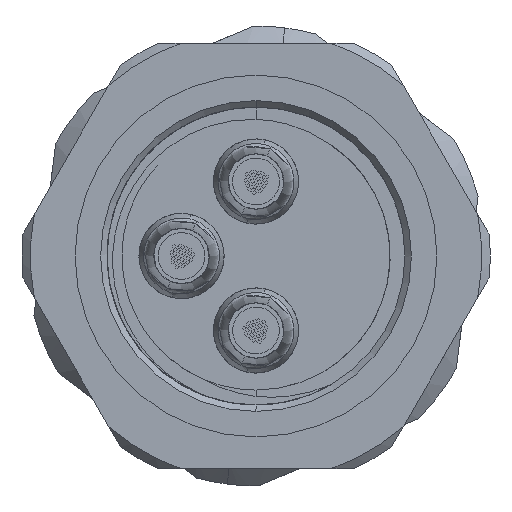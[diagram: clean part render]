
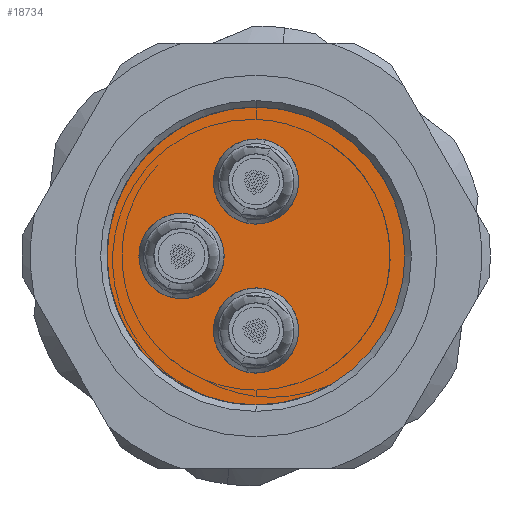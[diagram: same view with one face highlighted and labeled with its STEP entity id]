
A CAD part, left-side view. The second image highlights one B-rep face of the part: STEP entity #18734.
In plain terms, the highlighted planar face has unit normal (-1, 0, 0).
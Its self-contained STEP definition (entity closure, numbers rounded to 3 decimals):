
#1125 = EDGE_CURVE ( 'NONE', #19625, #4561, #54179, .T. ) ;
#1605 = ORIENTED_EDGE ( 'NONE', *, *, #1125, .F. ) ;
#1837 = CARTESIAN_POINT ( 'NONE',  ( -11.3, 1.75, 0. ) ) ;
#2430 = EDGE_LOOP ( 'NONE', ( #46567, #33082 ) ) ;
#2475 = AXIS2_PLACEMENT_3D ( 'NONE', #17303, #53792, #12657 ) ;
#3079 = DIRECTION ( 'NONE',  ( 0., 0., 1. ) ) ;
#3109 = DIRECTION ( 'NONE',  ( -1., 0., 0. ) ) ;
#3424 = VERTEX_POINT ( 'NONE', #37186 ) ;
#4561 = VERTEX_POINT ( 'NONE', #6441 ) ;
#4912 = EDGE_CURVE ( 'NONE', #11490, #16358, #29921, .T. ) ;
#6323 = AXIS2_PLACEMENT_3D ( 'NONE', #32408, #3109, #7737 ) ;
#6441 = CARTESIAN_POINT ( 'NONE',  ( -11.3, 0., -1.05 ) ) ;
#6963 = CARTESIAN_POINT ( 'NONE',  ( -11.3, 0., 0. ) ) ;
#7066 = EDGE_CURVE ( 'NONE', #22873, #18261, #14356, .T. ) ;
#7167 = DIRECTION ( 'NONE',  ( 0., 0., 1. ) ) ;
#7278 = DIRECTION ( 'NONE',  ( 0., 0., -1. ) ) ;
#7737 = DIRECTION ( 'NONE',  ( 0., 0., 1. ) ) ;
#8707 = DIRECTION ( 'NONE',  ( -1., 0., 0. ) ) ;
#8969 = CARTESIAN_POINT ( 'NONE',  ( -11.3, 0., -3.5 ) ) ;
#9826 = DIRECTION ( 'NONE',  ( 0., 0., 1. ) ) ;
#10066 = CARTESIAN_POINT ( 'NONE',  ( -11.3, 0., -1.75 ) ) ;
#11318 = DIRECTION ( 'NONE',  ( -1., 0., 0. ) ) ;
#11490 = VERTEX_POINT ( 'NONE', #35353 ) ;
#12491 = CARTESIAN_POINT ( 'NONE',  ( -11.3, 0., 3.5 ) ) ;
#12657 = DIRECTION ( 'NONE',  ( 0., 0., 1. ) ) ;
#13948 = CARTESIAN_POINT ( 'NONE',  ( -11.3, 0., -1.75 ) ) ;
#14356 = CIRCLE ( 'NONE', #52885, 3.5 ) ;
#16067 = ORIENTED_EDGE ( 'NONE', *, *, #24865, .F. ) ;
#16358 = VERTEX_POINT ( 'NONE', #16708 ) ;
#16552 = CIRCLE ( 'NONE', #23563, 0.7 ) ;
#16708 = CARTESIAN_POINT ( 'NONE',  ( -11.3, 0., 2.45 ) ) ;
#17303 = CARTESIAN_POINT ( 'NONE',  ( -11.3, 1.75, 0. ) ) ;
#18261 = VERTEX_POINT ( 'NONE', #8969 ) ;
#18734 = ADVANCED_FACE ( 'NONE', ( #33001, #49781, #36592, #23996 ), #40966, .F. ) ;
#19625 = VERTEX_POINT ( 'NONE', #51917 ) ;
#19629 = CIRCLE ( 'NONE', #19666, 0.7 ) ;
#19666 = AXIS2_PLACEMENT_3D ( 'NONE', #28007, #44726, #7167 ) ;
#21707 = CIRCLE ( 'NONE', #2475, 0.7 ) ;
#22873 = VERTEX_POINT ( 'NONE', #12491 ) ;
#23563 = AXIS2_PLACEMENT_3D ( 'NONE', #1837, #27330, #51758 ) ;
#23739 = DIRECTION ( 'NONE',  ( 1., 0., 0. ) ) ;
#23996 = FACE_OUTER_BOUND ( 'NONE', #54284, .T. ) ;
#24155 = CARTESIAN_POINT ( 'NONE',  ( -11.3, 0., 0. ) ) ;
#24617 = CARTESIAN_POINT ( 'NONE',  ( -11.3, 1.75, 0.7 ) ) ;
#24865 = EDGE_CURVE ( 'NONE', #4561, #19625, #51464, .T. ) ;
#25688 = EDGE_CURVE ( 'NONE', #3424, #48099, #21707, .T. ) ;
#27330 = DIRECTION ( 'NONE',  ( -1., 0., 0. ) ) ;
#28007 = CARTESIAN_POINT ( 'NONE',  ( -11.3, 0., 1.75 ) ) ;
#29285 = AXIS2_PLACEMENT_3D ( 'NONE', #44834, #23739, #7278 ) ;
#29921 = CIRCLE ( 'NONE', #6323, 0.7 ) ;
#30535 = AXIS2_PLACEMENT_3D ( 'NONE', #13948, #8707, #9826 ) ;
#31190 = ORIENTED_EDGE ( 'NONE', *, *, #7066, .T. ) ;
#31491 = ORIENTED_EDGE ( 'NONE', *, *, #40491, .F. ) ;
#32300 = AXIS2_PLACEMENT_3D ( 'NONE', #24155, #11318, #3079 ) ;
#32408 = CARTESIAN_POINT ( 'NONE',  ( -11.3, 0., 1.75 ) ) ;
#33001 = FACE_BOUND ( 'NONE', #2430, .T. ) ;
#33082 = ORIENTED_EDGE ( 'NONE', *, *, #4912, .F. ) ;
#33995 = EDGE_CURVE ( 'NONE', #16358, #11490, #19629, .T. ) ;
#35353 = CARTESIAN_POINT ( 'NONE',  ( -11.3, 0., 1.05 ) ) ;
#36592 = FACE_BOUND ( 'NONE', #40812, .T. ) ;
#37186 = CARTESIAN_POINT ( 'NONE',  ( -11.3, 1.75, -0.7 ) ) ;
#38827 = DIRECTION ( 'NONE',  ( 0., 0., 1. ) ) ;
#39340 = DIRECTION ( 'NONE',  ( 0., 0., 1. ) ) ;
#39647 = DIRECTION ( 'NONE',  ( -1., 0., 0. ) ) ;
#40491 = EDGE_CURVE ( 'NONE', #48099, #3424, #16552, .T. ) ;
#40812 = EDGE_LOOP ( 'NONE', ( #31491, #41743 ) ) ;
#40966 = PLANE ( 'NONE',  #29285 ) ;
#41469 = EDGE_CURVE ( 'NONE', #18261, #22873, #49004, .T. ) ;
#41743 = ORIENTED_EDGE ( 'NONE', *, *, #25688, .F. ) ;
#44351 = ORIENTED_EDGE ( 'NONE', *, *, #41469, .T. ) ;
#44405 = AXIS2_PLACEMENT_3D ( 'NONE', #10066, #39647, #38827 ) ;
#44726 = DIRECTION ( 'NONE',  ( -1., 0., 0. ) ) ;
#44834 = CARTESIAN_POINT ( 'NONE',  ( -11.3, 3.5, 0. ) ) ;
#45383 = EDGE_LOOP ( 'NONE', ( #16067, #1605 ) ) ;
#46567 = ORIENTED_EDGE ( 'NONE', *, *, #33995, .F. ) ;
#47606 = DIRECTION ( 'NONE',  ( -1., 0., 0. ) ) ;
#48099 = VERTEX_POINT ( 'NONE', #24617 ) ;
#49004 = CIRCLE ( 'NONE', #32300, 3.5 ) ;
#49781 = FACE_BOUND ( 'NONE', #45383, .T. ) ;
#51464 = CIRCLE ( 'NONE', #44405, 0.7 ) ;
#51758 = DIRECTION ( 'NONE',  ( 0., 0., 1. ) ) ;
#51917 = CARTESIAN_POINT ( 'NONE',  ( -11.3, 0., -2.45 ) ) ;
#52885 = AXIS2_PLACEMENT_3D ( 'NONE', #6963, #47606, #39340 ) ;
#53792 = DIRECTION ( 'NONE',  ( -1., 0., 0. ) ) ;
#54179 = CIRCLE ( 'NONE', #30535, 0.7 ) ;
#54284 = EDGE_LOOP ( 'NONE', ( #31190, #44351 ) ) ;
